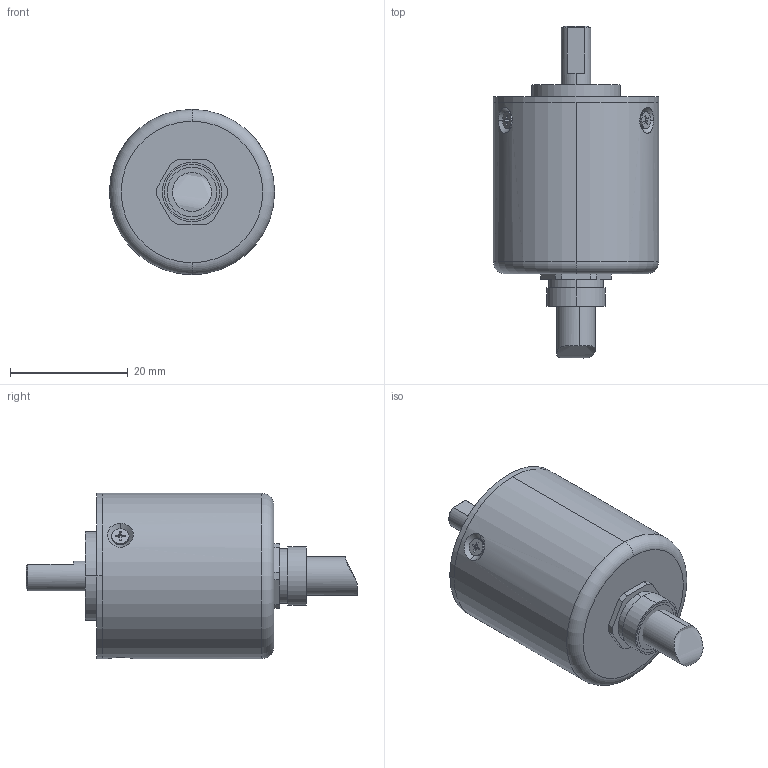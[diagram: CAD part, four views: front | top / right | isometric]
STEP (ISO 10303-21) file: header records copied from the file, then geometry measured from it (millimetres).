
FILE_DESCRIPTION (( 'STEP AP214' ), '1' );
FILE_NAME ('EB28A5-H4PA-100.STEP', '2023-08-25T06:02:23', ( 'DELL' ), ( '' ), 'SwSTEP 2.0', 'SolidWorks 2010', '' );
FILE_SCHEMA (( 'AUTOMOTIVE_DESIGN' ));
Length unit declared in the file: millimetre
Products named in the file (9): EB28A5-H4PA-100; E41320508A-0; Deep groove ball bearings GB_Rolling bearings 619-4 GB 276-94; E23320001A-3; Cross recessed CTSK head screws Type B GB_GB_CROSS_SCREWS_TYPE136 M2X4-N; E23250026A-0; E41330256A-2; EB28盄擢; E41890096A-1
Assembly tree (11 placements, depth 2):
  EB28A5-H4PA-100
    Deep groove ball bearings GB_Rolling bearings 619-4 GB 276-94  x2
    E41330256A-2
    Cross recessed CTSK head screws Type B GB_GB_CROSS_SCREWS_TYPE136 M2X4-N  x3
    EB28盄擢
    E41320508A-0
    E23250026A-0
    E23320001A-3
    E41890096A-1
Bounding box: 28 x 56.28 x 28 mm (x, y, z)
Volume: 8853.7 mm3; surface area: 11538.8 mm2
Topology: 11 solids, 11 shells, 371 faces, 1256 edges, 821 vertices
Faces by surface type: cylinder 100, torus 92, plane 89, sphere 48, cone 29, bspline 13
Entity records: 9577 total; most frequent: CARTESIAN_POINT 3267, ORIENTED_EDGE 1292, DIRECTION 1159, EDGE_CURVE 646, AXIS2_PLACEMENT_3D 497, VERTEX_POINT 421, EDGE_LOOP 265, CIRCLE 263
